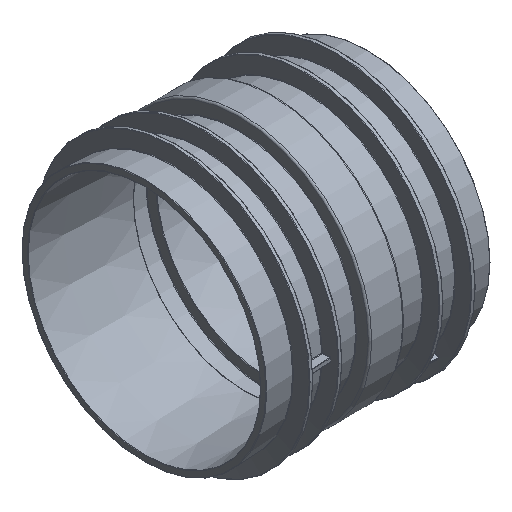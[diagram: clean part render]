
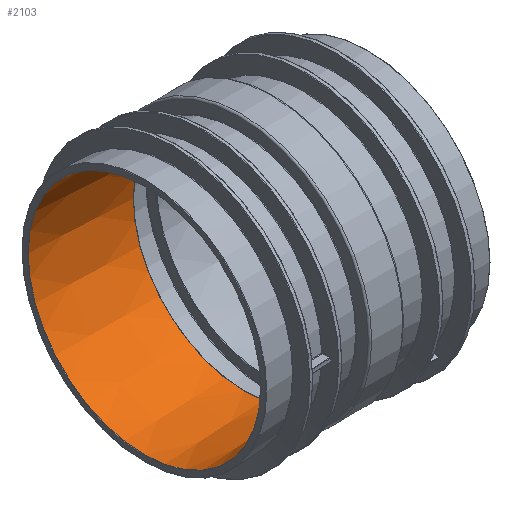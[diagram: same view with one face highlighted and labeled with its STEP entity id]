
A CAD part, isometric view. The second image highlights one B-rep face of the part: STEP entity #2103.
In plain terms, the highlighted conical face has half-angle 3 degrees and reference radius 56.512 mm.
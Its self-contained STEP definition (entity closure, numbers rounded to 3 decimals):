
#29=CONICAL_SURFACE('',#2327,56.512,0.052);
#140=LINE('',#4793,#176);
#176=VECTOR('',#2801,56.512);
#299=FACE_OUTER_BOUND('',#439,.T.);
#439=EDGE_LOOP('',(#1750,#1751,#1752,#1753,#1754,#1755));
#583=CIRCLE('',#2324,55.211);
#585=CIRCLE('',#2326,55.211);
#586=CIRCLE('',#2328,57.813);
#587=CIRCLE('',#2329,57.813);
#901=VERTEX_POINT('',#4786);
#902=VERTEX_POINT('',#4787);
#903=VERTEX_POINT('',#4792);
#904=VERTEX_POINT('',#4794);
#1196=EDGE_CURVE('',#901,#902,#583,.T.);
#1198=EDGE_CURVE('',#902,#901,#585,.T.);
#1199=EDGE_CURVE('',#902,#903,#140,.T.);
#1200=EDGE_CURVE('',#904,#903,#586,.T.);
#1201=EDGE_CURVE('',#903,#904,#587,.T.);
#1750=ORIENTED_EDGE('',*,*,#1196,.T.);
#1751=ORIENTED_EDGE('',*,*,#1199,.T.);
#1752=ORIENTED_EDGE('',*,*,#1200,.F.);
#1753=ORIENTED_EDGE('',*,*,#1201,.F.);
#1754=ORIENTED_EDGE('',*,*,#1199,.F.);
#1755=ORIENTED_EDGE('',*,*,#1198,.T.);
#2103=ADVANCED_FACE('',(#299),#29,.F.);
#2324=AXIS2_PLACEMENT_3D('',#4788,#2793,#2794);
#2326=AXIS2_PLACEMENT_3D('',#4790,#2797,#2798);
#2327=AXIS2_PLACEMENT_3D('',#4791,#2799,#2800);
#2328=AXIS2_PLACEMENT_3D('',#4795,#2802,#2803);
#2329=AXIS2_PLACEMENT_3D('',#4796,#2804,#2805);
#2793=DIRECTION('center_axis',(1.,0.,0.));
#2794=DIRECTION('ref_axis',(0.,0.,-1.));
#2797=DIRECTION('center_axis',(1.,0.,0.));
#2798=DIRECTION('ref_axis',(0.,0.,-1.));
#2799=DIRECTION('center_axis',(-1.,0.,0.));
#2800=DIRECTION('ref_axis',(0.,-1.,0.));
#2801=DIRECTION('',(-0.999,0.052,0.));
#2802=DIRECTION('center_axis',(1.,0.,0.));
#2803=DIRECTION('ref_axis',(0.,0.,-1.));
#2804=DIRECTION('center_axis',(1.,0.,0.));
#2805=DIRECTION('ref_axis',(0.,0.,-1.));
#4786=CARTESIAN_POINT('',(-5.81,0.,55.211));
#4787=CARTESIAN_POINT('',(-5.81,55.211,0.));
#4788=CARTESIAN_POINT('Origin',(-5.81,0.,0.));
#4790=CARTESIAN_POINT('Origin',(-5.81,0.,0.));
#4791=CARTESIAN_POINT('Origin',(-30.635,0.,0.));
#4792=CARTESIAN_POINT('',(-55.46,57.813,0.));
#4793=CARTESIAN_POINT('',(-30.635,56.512,0.));
#4794=CARTESIAN_POINT('',(-55.46,0.,57.813));
#4795=CARTESIAN_POINT('Origin',(-55.46,0.,0.));
#4796=CARTESIAN_POINT('Origin',(-55.46,0.,0.));
